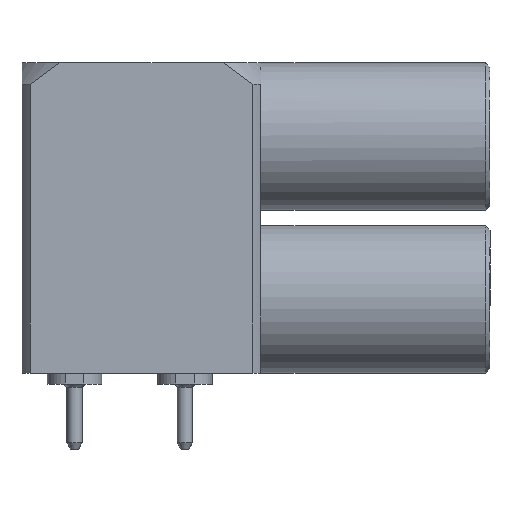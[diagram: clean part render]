
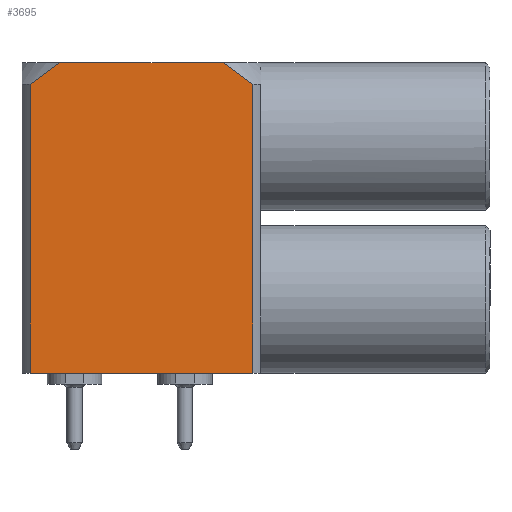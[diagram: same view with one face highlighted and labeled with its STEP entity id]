
A CAD part, top view. The second image highlights one B-rep face of the part: STEP entity #3695.
In plain terms, the highlighted planar face has unit normal (0, 0, 1).
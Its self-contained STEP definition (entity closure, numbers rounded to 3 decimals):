
#156 = DIRECTION ( 'NONE',  ( 1., 0., 0. ) ) ;
#261 = CARTESIAN_POINT ( 'NONE',  ( 5.123, -10.9, 4. ) ) ;
#295 =( BOUNDED_CURVE ( )  B_SPLINE_CURVE ( 2, ( #3101, #4795, #1864 ),
 .UNSPECIFIED., .F., .F. ) 
 B_SPLINE_CURVE_WITH_KNOTS ( ( 3, 3 ),
 ( 0., 0.168 ),
 .UNSPECIFIED. ) 
 CURVE ( )  GEOMETRIC_REPRESENTATION_ITEM ( )  RATIONAL_B_SPLINE_CURVE ( ( 1., 1.006, 1. ) ) 
 REPRESENTATION_ITEM ( '' )  );
#372 = VERTEX_POINT ( 'NONE', #4097 ) ;
#626 = CARTESIAN_POINT ( 'NONE',  ( 5.123, 2.4, 4. ) ) ;
#681 = VECTOR ( 'NONE', #2246, 1000. ) ;
#921 = ORIENTED_EDGE ( 'NONE', *, *, #1316, .F. ) ;
#926 = CARTESIAN_POINT ( 'NONE',  ( -5.123, 2.4, 4. ) ) ;
#1168 = CARTESIAN_POINT ( 'NONE',  ( -5.123, -4.25, 4. ) ) ;
#1190 = VERTEX_POINT ( 'NONE', #4257 ) ;
#1193 = CARTESIAN_POINT ( 'NONE',  ( 3.775, 3.4, 4. ) ) ;
#1276 = VERTEX_POINT ( 'NONE', #3524 ) ;
#1316 = EDGE_CURVE ( 'NONE', #372, #1415, #4420, .T. ) ;
#1369 = DIRECTION ( 'NONE',  ( 0., 1., 0. ) ) ;
#1415 = VERTEX_POINT ( 'NONE', #1193 ) ;
#1689 = EDGE_CURVE ( 'NONE', #372, #3372, #295, .T. ) ;
#1743 = PLANE ( 'NONE',  #2259 ) ;
#1864 = CARTESIAN_POINT ( 'NONE',  ( -5.123, 2.4, 4. ) ) ;
#2114 = EDGE_LOOP ( 'NONE', ( #2401, #2262, #5075, #921, #2643, #3126 ) ) ;
#2149 = CARTESIAN_POINT ( 'NONE',  ( 5.123, -4.25, 4. ) ) ;
#2246 = DIRECTION ( 'NONE',  ( 1., 0., 0. ) ) ;
#2259 = AXIS2_PLACEMENT_3D ( 'NONE', #2698, #2320, #156 ) ;
#2262 = ORIENTED_EDGE ( 'NONE', *, *, #4223, .T. ) ;
#2320 = DIRECTION ( 'NONE',  ( 0., 0., 1. ) ) ;
#2401 = ORIENTED_EDGE ( 'NONE', *, *, #4811, .F. ) ;
#2643 = ORIENTED_EDGE ( 'NONE', *, *, #1689, .T. ) ;
#2698 = CARTESIAN_POINT ( 'NONE',  ( -2.75, 1.7, 4. ) ) ;
#2926 = DIRECTION ( 'NONE',  ( 0., -1., 0. ) ) ;
#3076 = VECTOR ( 'NONE', #1369, 1000. ) ;
#3101 = CARTESIAN_POINT ( 'NONE',  ( -3.775, 3.4, 4. ) ) ;
#3126 = ORIENTED_EDGE ( 'NONE', *, *, #3273, .T. ) ;
#3273 = EDGE_CURVE ( 'NONE', #3372, #1190, #5042, .T. ) ;
#3372 = VERTEX_POINT ( 'NONE', #926 ) ;
#3393 = VECTOR ( 'NONE', #2926, 1000. ) ;
#3524 = CARTESIAN_POINT ( 'NONE',  ( 5.123, 2.4, 4. ) ) ;
#3529 = VECTOR ( 'NONE', #3899, 1000. ) ;
#3695 = ADVANCED_FACE ( 'NONE', ( #5585 ), #1743, .T. ) ;
#3721 = LINE ( 'NONE', #5006, #3529 ) ;
#3899 = DIRECTION ( 'NONE',  ( -1., 0., 0. ) ) ;
#4039 = CARTESIAN_POINT ( 'NONE',  ( 3.775, 3.4, 4. ) ) ;
#4040 = CARTESIAN_POINT ( 'NONE',  ( 5.5, 3.4, 4. ) ) ;
#4097 = CARTESIAN_POINT ( 'NONE',  ( -3.775, 3.4, 4. ) ) ;
#4223 = EDGE_CURVE ( 'NONE', #5352, #1276, #4750, .T. ) ;
#4257 = CARTESIAN_POINT ( 'NONE',  ( -5.123, -10.9, 4. ) ) ;
#4420 = LINE ( 'NONE', #4040, #681 ) ;
#4750 = LINE ( 'NONE', #2149, #3076 ) ;
#4795 = CARTESIAN_POINT ( 'NONE',  ( -4.393, 2.976, 4. ) ) ;
#4811 = EDGE_CURVE ( 'NONE', #5352, #1190, #3721, .T. ) ;
#5006 = CARTESIAN_POINT ( 'NONE',  ( -5.5, -10.9, 4. ) ) ;
#5042 = LINE ( 'NONE', #1168, #3393 ) ;
#5075 = ORIENTED_EDGE ( 'NONE', *, *, #5425, .T. ) ;
#5341 = CARTESIAN_POINT ( 'NONE',  ( 4.393, 2.976, 4. ) ) ;
#5352 = VERTEX_POINT ( 'NONE', #261 ) ;
#5425 = EDGE_CURVE ( 'NONE', #1276, #1415, #5498, .T. ) ;
#5498 =( BOUNDED_CURVE ( )  B_SPLINE_CURVE ( 2, ( #626, #5341, #4039 ),
 .UNSPECIFIED., .F., .F. ) 
 B_SPLINE_CURVE_WITH_KNOTS ( ( 3, 3 ),
 ( 0., 0.168 ),
 .UNSPECIFIED. ) 
 CURVE ( )  GEOMETRIC_REPRESENTATION_ITEM ( )  RATIONAL_B_SPLINE_CURVE ( ( 1., 1.006, 1. ) ) 
 REPRESENTATION_ITEM ( '' )  );
#5585 = FACE_OUTER_BOUND ( 'NONE', #2114, .T. ) ;
